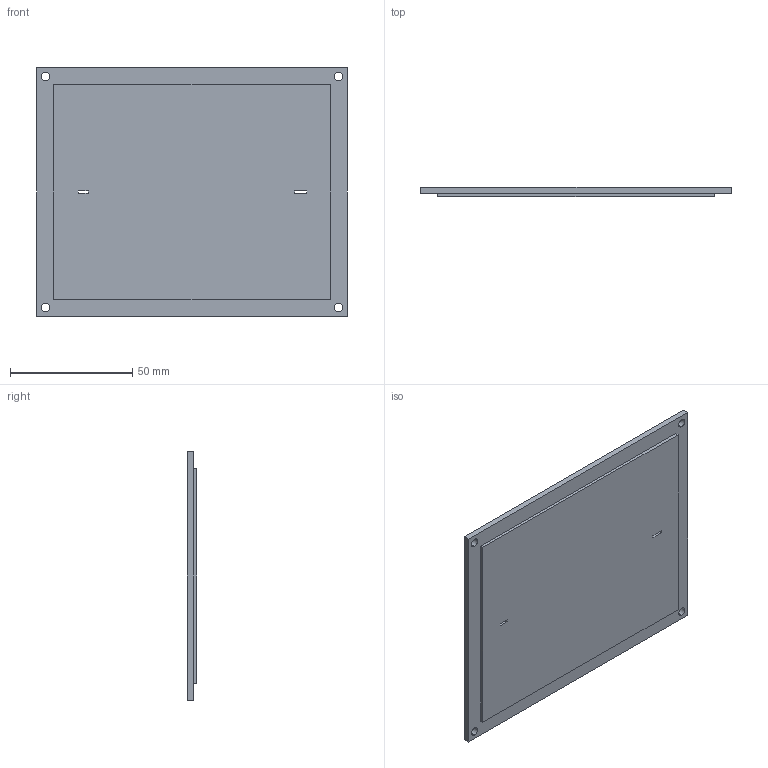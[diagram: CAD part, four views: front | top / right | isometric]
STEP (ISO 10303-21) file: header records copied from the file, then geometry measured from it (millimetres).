
FILE_DESCRIPTION (( 'STEP AP203' ), '1' );
FILE_NAME ('RecieveLid.STEP', '2024-11-29T06:02:55', ( '' ), ( '' ), 'SwSTEP 2.0', 'SolidWorks 2024', '' );
FILE_SCHEMA (( 'CONFIG_CONTROL_DESIGN' ));
Length unit declared in the file: inch
Products named in the file (1): RecieveLid
Bounding box: 127 x 3.81 x 101.6 mm (x, y, z)
Volume: 45201.6 mm3; surface area: 27714.8 mm2
Topology: 1 solids, 1 shells, 219 faces, 579 edges, 386 vertices
Faces by surface type: plane 131, bspline 80, cylinder 8
Entity records: 10720 total; most frequent: CARTESIAN_POINT 5713, ORIENTED_EDGE 1158, DIRECTION 715, EDGE_CURVE 579, LINE 403, VECTOR 403, VERTEX_POINT 386, EDGE_LOOP 255
